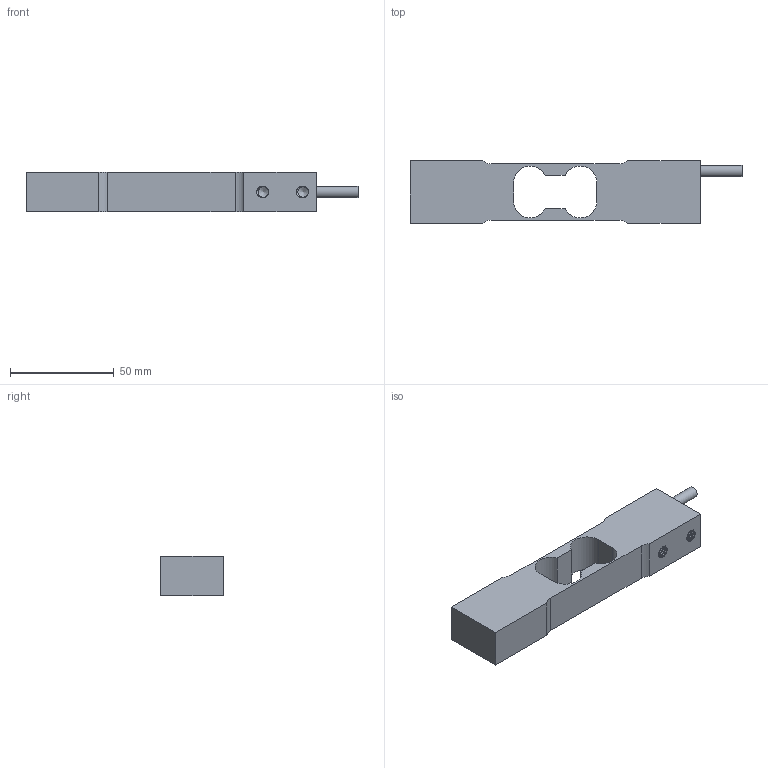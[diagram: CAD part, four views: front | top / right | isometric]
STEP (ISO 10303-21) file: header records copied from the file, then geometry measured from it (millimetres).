
FILE_DESCRIPTION(/* description */ (''),/* implementation_level */ '2;1');
FILE_NAME(/* name */ '108TSLL-(7-15)kg v2.step',/* time_stamp */ '2020-01-28T15:38:12-08:00',/* author */ (''),/* organization */ (''),/* preprocessor_version */ 'ST-DEVELOPER v18',/* originating_system */ 'Autodesk Translation Framework v8.12.0.6',/* authorisation */ '');
FILE_SCHEMA (('AUTOMOTIVE_DESIGN { 1 0 10303 214 3 1 1 }'));
Length unit declared in the file: millimetre
Products named in the file (1): 108TSLL-(7-15)kg
Bounding box: 159.7 x 30.2 x 19.1 mm (x, y, z)
Volume: 60177 mm3; surface area: 17512.8 mm2
Topology: 1 solids, 1 shells, 172 faces, 439 edges, 270 vertices
Faces by surface type: cylinder 141, plane 19, bspline 8, cone 4
Full cylindrical faces by diameter (mm): 5.118 x56, 5.3 x1, 6.35 x60
Entity records: 11366 total; most frequent: CARTESIAN_POINT 7650, ORIENTED_EDGE 870, DIRECTION 587, EDGE_CURVE 435, VERTEX_POINT 270, B_SPLINE_CURVE_WITH_KNOTS 220, AXIS2_PLACEMENT_3D 207, EDGE_LOOP 179
